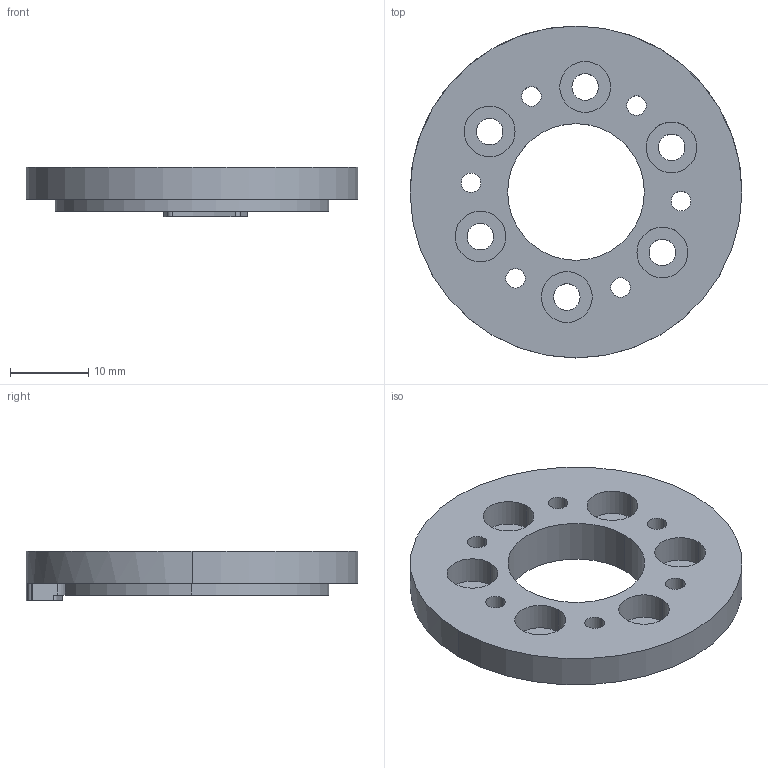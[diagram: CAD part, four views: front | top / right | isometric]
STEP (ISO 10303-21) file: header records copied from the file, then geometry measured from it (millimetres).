
FILE_DESCRIPTION (( 'STEP AP214' ), '1' );
FILE_NAME ('J4_C.STEP', '2025-08-20T01:21:23', ( '' ), ( '' ), 'SwSTEP 2.0', 'SolidWorks 2025', '' );
FILE_SCHEMA (( 'AUTOMOTIVE_DESIGN' ));
Length unit declared in the file: millimetre
Products named in the file (1): J4_C
Bounding box: 42.5 x 42.5 x 6.3 mm (x, y, z)
Volume: 5009 mm3; surface area: 4072.2 mm2
Topology: 1 solids, 1 shells, 66 faces, 174 edges, 116 vertices
Faces by surface type: cylinder 54, plane 12
Entity records: 2183 total; most frequent: DIRECTION 418, CARTESIAN_POINT 357, ORIENTED_EDGE 348, AXIS2_PLACEMENT_3D 177, EDGE_CURVE 174, VERTEX_POINT 116, CIRCLE 110, EDGE_LOOP 98
